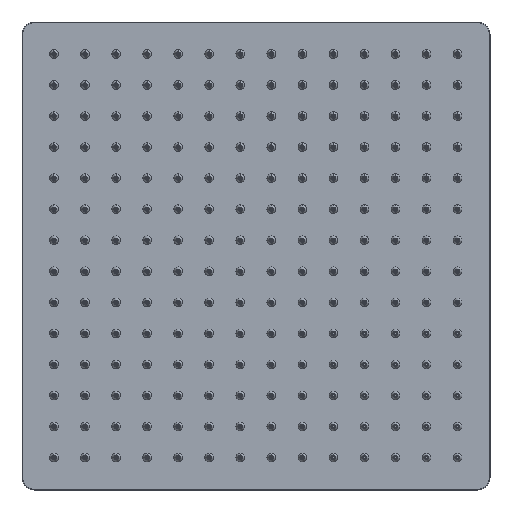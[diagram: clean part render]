
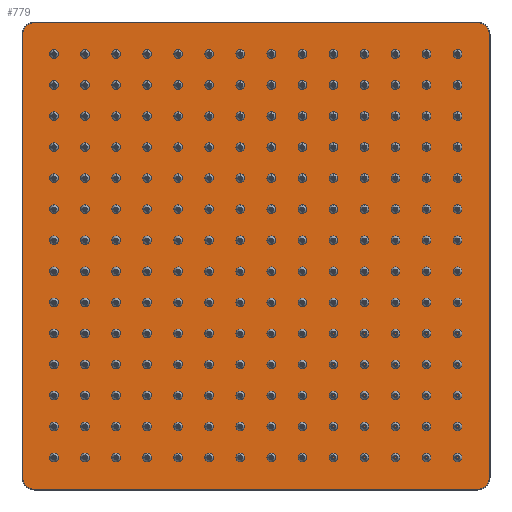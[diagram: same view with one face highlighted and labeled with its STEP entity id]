
A CAD part, front view. The second image highlights one B-rep face of the part: STEP entity #779.
In plain terms, the highlighted planar face has unit normal (0, -1, 0).
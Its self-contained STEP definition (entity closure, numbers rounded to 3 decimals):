
#1=DIRECTION('',(1.,0.,0.));
#2=VECTOR('',#1,284.);
#3=CARTESIAN_POINT('',(-142.,0.,-149.64));
#4=LINE('',#3,#2);
#5=CARTESIAN_POINT('',(-142.,0.,-142.));
#6=DIRECTION('',(0.,-1.,0.));
#7=DIRECTION('',(-1.,0.,0.));
#8=AXIS2_PLACEMENT_3D('',#5,#6,#7);
#10=DIRECTION('',(0.,0.,-1.));
#11=VECTOR('',#10,284.);
#12=CARTESIAN_POINT('',(-149.64,0.,142.));
#13=LINE('',#12,#11);
#14=CARTESIAN_POINT('',(-142.,0.,142.));
#15=DIRECTION('',(0.,-1.,0.));
#16=DIRECTION('',(0.,0.,1.));
#17=AXIS2_PLACEMENT_3D('',#14,#15,#16);
#19=DIRECTION('',(-1.,0.,0.));
#20=VECTOR('',#19,284.);
#21=CARTESIAN_POINT('',(142.,0.,149.64));
#22=LINE('',#21,#20);
#23=CARTESIAN_POINT('',(142.,0.,142.));
#24=DIRECTION('',(0.,-1.,0.));
#25=DIRECTION('',(1.,0.,0.));
#26=AXIS2_PLACEMENT_3D('',#23,#24,#25);
#28=DIRECTION('',(0.,0.,1.));
#29=VECTOR('',#28,284.);
#30=CARTESIAN_POINT('',(149.64,0.,-142.));
#31=LINE('',#30,#29);
#32=CARTESIAN_POINT('',(142.,0.,-142.));
#33=DIRECTION('',(0.,-1.,0.));
#34=DIRECTION('',(0.,0.,-1.));
#35=AXIS2_PLACEMENT_3D('',#32,#33,#34);
#653=CARTESIAN_POINT('',(-142.,0.,-149.64));
#654=CARTESIAN_POINT('',(142.,0.,-149.64));
#655=VERTEX_POINT('',#653);
#656=VERTEX_POINT('',#654);
#661=CARTESIAN_POINT('',(149.64,0.,-142.));
#662=VERTEX_POINT('',#661);
#665=CARTESIAN_POINT('',(149.64,0.,142.));
#666=VERTEX_POINT('',#665);
#669=CARTESIAN_POINT('',(142.,0.,149.64));
#670=VERTEX_POINT('',#669);
#673=CARTESIAN_POINT('',(-142.,0.,149.64));
#674=VERTEX_POINT('',#673);
#677=CARTESIAN_POINT('',(-149.64,0.,142.));
#678=VERTEX_POINT('',#677);
#681=CARTESIAN_POINT('',(-149.64,0.,-142.));
#682=VERTEX_POINT('',#681);
#756=CARTESIAN_POINT('',(0.,0.,0.));
#757=DIRECTION('',(0.,-1.,0.));
#758=DIRECTION('',(0.,0.,1.));
#759=AXIS2_PLACEMENT_3D('',#756,#757,#758);
#760=PLANE('',#759);
#762=ORIENTED_EDGE('',*,*,#761,.F.);
#764=ORIENTED_EDGE('',*,*,#763,.F.);
#766=ORIENTED_EDGE('',*,*,#765,.F.);
#768=ORIENTED_EDGE('',*,*,#767,.F.);
#770=ORIENTED_EDGE('',*,*,#769,.F.);
#772=ORIENTED_EDGE('',*,*,#771,.F.);
#774=ORIENTED_EDGE('',*,*,#773,.F.);
#776=ORIENTED_EDGE('',*,*,#775,.F.);
#777=EDGE_LOOP('',(#762,#764,#766,#768,#770,#772,#774,#776));
#778=FACE_OUTER_BOUND('',#777,.F.);
#779=ADVANCED_FACE('',(#778),#760,.T.);
#9=CIRCLE('',#8,7.64);
#18=CIRCLE('',#17,7.64);
#27=CIRCLE('',#26,7.64);
#36=CIRCLE('',#35,7.64);
#761=EDGE_CURVE('',#655,#656,#4,.T.);
#763=EDGE_CURVE('',#682,#655,#9,.T.);
#765=EDGE_CURVE('',#678,#682,#13,.T.);
#767=EDGE_CURVE('',#674,#678,#18,.T.);
#769=EDGE_CURVE('',#670,#674,#22,.T.);
#771=EDGE_CURVE('',#666,#670,#27,.T.);
#773=EDGE_CURVE('',#662,#666,#31,.T.);
#775=EDGE_CURVE('',#656,#662,#36,.T.);
